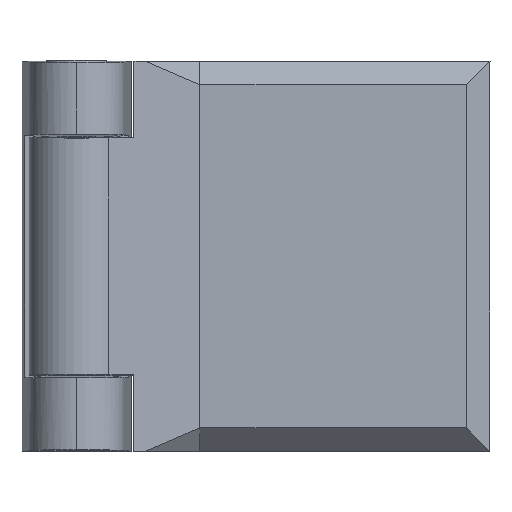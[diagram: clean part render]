
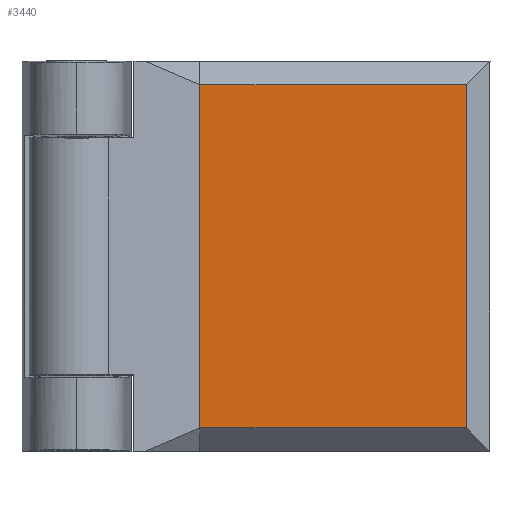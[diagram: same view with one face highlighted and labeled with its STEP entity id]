
A CAD part, top view. The second image highlights one B-rep face of the part: STEP entity #3440.
In plain terms, the highlighted planar face has unit normal (0, 0, 1).
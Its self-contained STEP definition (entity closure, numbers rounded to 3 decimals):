
#705 = CARTESIAN_POINT ( 'NONE',  ( 52.761, -12.731, 4.5 ) ) ;
#1112 = DIRECTION ( 'NONE',  ( -1., 0., 0. ) ) ;
#1631 = CARTESIAN_POINT ( 'NONE',  ( 31.943, -12.731, 4.5 ) ) ;
#1675 = CARTESIAN_POINT ( 'NONE',  ( 52.761, 26.769, 4.5 ) ) ;
#2097 = VECTOR ( 'NONE', #1112, 1000. ) ;
#2881 = DIRECTION ( 'NONE',  ( 0., 0., 1. ) ) ;
#3197 = ORIENTED_EDGE ( 'NONE', *, *, #7896, .T. ) ;
#3440 = ADVANCED_FACE ( 'NONE', ( #7196 ), #11676, .T. ) ;
#4091 = VECTOR ( 'NONE', #5551, 1000. ) ;
#4330 = VECTOR ( 'NONE', #12603, 1000. ) ;
#4722 = EDGE_CURVE ( 'NONE', #11752, #13507, #11008, .T. ) ;
#5190 = DIRECTION ( 'NONE',  ( 0., 1., 0. ) ) ;
#5208 = CARTESIAN_POINT ( 'NONE',  ( 52.761, -17.231, 4.5 ) ) ;
#5551 = DIRECTION ( 'NONE',  ( 0., -1., 0. ) ) ;
#6321 = VECTOR ( 'NONE', #5190, 1000. ) ;
#6466 = CARTESIAN_POINT ( 'NONE',  ( 31.943, 26.769, 4.5 ) ) ;
#6877 = VERTEX_POINT ( 'NONE', #9103 ) ;
#7107 = CARTESIAN_POINT ( 'NONE',  ( 18.561, 26.769, 4.5 ) ) ;
#7187 = ORIENTED_EDGE ( 'NONE', *, *, #13137, .T. ) ;
#7196 = FACE_OUTER_BOUND ( 'NONE', #11298, .T. ) ;
#7606 = VERTEX_POINT ( 'NONE', #5208 ) ;
#7896 = EDGE_CURVE ( 'NONE', #7606, #11752, #8699, .T. ) ;
#8140 = CARTESIAN_POINT ( 'NONE',  ( 31.943, -17.231, 4.5 ) ) ;
#8699 = LINE ( 'NONE', #705, #6321 ) ;
#9103 = CARTESIAN_POINT ( 'NONE',  ( 18.561, -17.231, 4.5 ) ) ;
#9123 = CARTESIAN_POINT ( 'NONE',  ( 18.561, -12.731, 4.5 ) ) ;
#9242 = LINE ( 'NONE', #8140, #4330 ) ;
#9619 = ORIENTED_EDGE ( 'NONE', *, *, #4722, .T. ) ;
#9628 = DIRECTION ( 'NONE',  ( 0., -1., 0. ) ) ;
#11008 = LINE ( 'NONE', #6466, #2097 ) ;
#11154 = ORIENTED_EDGE ( 'NONE', *, *, #13642, .T. ) ;
#11252 = LINE ( 'NONE', #9123, #4091 ) ;
#11298 = EDGE_LOOP ( 'NONE', ( #11154, #3197, #9619, #7187 ) ) ;
#11676 = PLANE ( 'NONE',  #13807 ) ;
#11752 = VERTEX_POINT ( 'NONE', #1675 ) ;
#12603 = DIRECTION ( 'NONE',  ( 1., 0., 0. ) ) ;
#13137 = EDGE_CURVE ( 'NONE', #13507, #6877, #11252, .T. ) ;
#13507 = VERTEX_POINT ( 'NONE', #7107 ) ;
#13642 = EDGE_CURVE ( 'NONE', #6877, #7606, #9242, .T. ) ;
#13807 = AXIS2_PLACEMENT_3D ( 'NONE', #1631, #2881, #9628 ) ;
